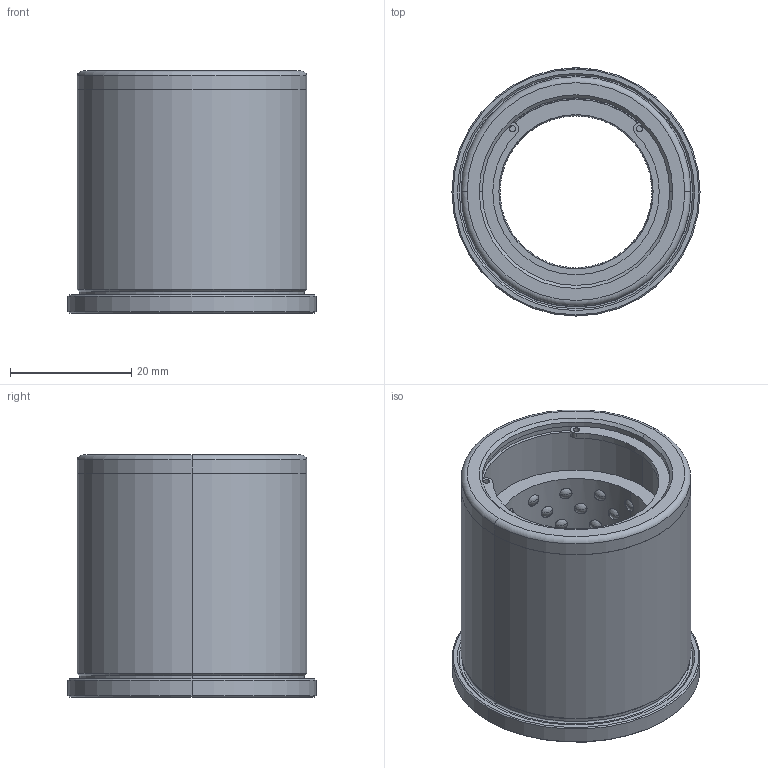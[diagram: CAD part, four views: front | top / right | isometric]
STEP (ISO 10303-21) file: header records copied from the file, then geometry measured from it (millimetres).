
FILE_DESCRIPTION (( 'STEP AP214' ), '1' );
FILE_NAME ('GBBF-D38-d25-L40.STEP', '2021-08-06T09:09:04', ( 'User' ), ( 'china' ), 'SwSTEP 2.0', 'SolidWorks 2016', '' );
FILE_SCHEMA (( 'AUTOMOTIVE_DESIGN' ));
Length unit declared in the file: millimetre
Products named in the file (6): BSH紩杶-d25-L27.5; 球-D3; GBBL囀縐-D31; GBBF-D38-L40; GBBF-D38-d25-L40
Assembly tree (117 placements, depth 3):
  GBBF-D38-d25-L40
    GBBF-D38-L40
    GBBL囀縐-D31  x2
    BSH紩杶-d25-L27.5
      BSH紩杶-d25-L27.5
      球-D3  x112
Bounding box: 41 x 41 x 40 mm (x, y, z)
Volume: 21471.4 mm3; surface area: 21397.7 mm2
Topology: 116 solids, 116 shells, 547 faces, 2288 edges, 1520 vertices
Faces by surface type: sphere 448, cylinder 60, plane 23, cone 12, torus 4
Entity records: 18767 total; most frequent: CARTESIAN_POINT 9766, ORIENTED_EDGE 1814, DIRECTION 1589, EDGE_CURVE 907, AXIS2_PLACEMENT_3D 751, VERTEX_POINT 600, EDGE_LOOP 537, B_SPLINE_CURVE_WITH_KNOTS 496
